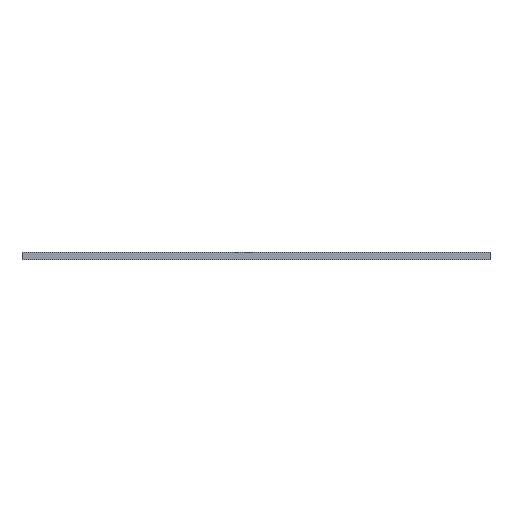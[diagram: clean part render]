
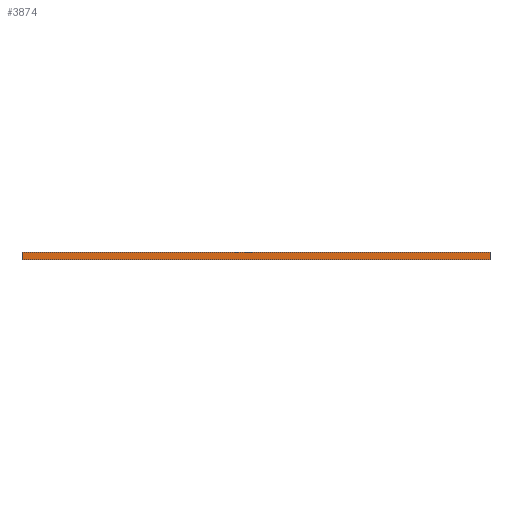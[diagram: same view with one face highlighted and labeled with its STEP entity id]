
A CAD part, front view. The second image highlights one B-rep face of the part: STEP entity #3874.
In plain terms, the highlighted planar face has unit normal (0, -1, 0).
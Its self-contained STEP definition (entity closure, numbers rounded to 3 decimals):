
#153=PLANE('',#4203);
#342=FACE_OUTER_BOUND('',#531,.T.);
#531=EDGE_LOOP('',(#3172,#3173,#3174,#3175));
#952=LINE('',#6289,#1375);
#953=LINE('',#6292,#1376);
#954=LINE('',#6294,#1377);
#955=LINE('',#6295,#1378);
#1375=VECTOR('',#5184,10.);
#1376=VECTOR('',#5187,10.);
#1377=VECTOR('',#5188,10.);
#1378=VECTOR('',#5189,10.);
#1911=VERTEX_POINT('',#6285);
#1912=VERTEX_POINT('',#6287);
#1913=VERTEX_POINT('',#6291);
#1914=VERTEX_POINT('',#6293);
#2448=EDGE_CURVE('',#1911,#1912,#952,.T.);
#2449=EDGE_CURVE('',#1913,#1911,#953,.T.);
#2450=EDGE_CURVE('',#1914,#1912,#954,.T.);
#2451=EDGE_CURVE('',#1913,#1914,#955,.T.);
#3172=ORIENTED_EDGE('',*,*,#2449,.T.);
#3173=ORIENTED_EDGE('',*,*,#2448,.T.);
#3174=ORIENTED_EDGE('',*,*,#2450,.F.);
#3175=ORIENTED_EDGE('',*,*,#2451,.F.);
#3874=ADVANCED_FACE('',(#342),#153,.T.);
#4203=AXIS2_PLACEMENT_3D('',#6290,#5185,#5186);
#5184=DIRECTION('',(0.,0.,1.));
#5185=DIRECTION('center_axis',(0.,-1.,0.));
#5186=DIRECTION('ref_axis',(1.,0.,0.));
#5187=DIRECTION('',(1.,0.,0.));
#5188=DIRECTION('',(1.,0.,0.));
#5189=DIRECTION('',(0.,0.,1.));
#6285=CARTESIAN_POINT('',(52.179,-48.172,15.747));
#6287=CARTESIAN_POINT('',(52.179,-48.172,17.247));
#6289=CARTESIAN_POINT('',(52.179,-48.172,15.747));
#6290=CARTESIAN_POINT('Origin',(-46.298,-48.172,15.747));
#6291=CARTESIAN_POINT('',(-46.298,-48.172,15.747));
#6292=CARTESIAN_POINT('',(-46.298,-48.172,15.747));
#6293=CARTESIAN_POINT('',(-46.298,-48.172,17.247));
#6294=CARTESIAN_POINT('',(-46.298,-48.172,17.247));
#6295=CARTESIAN_POINT('',(-46.298,-48.172,15.747));
